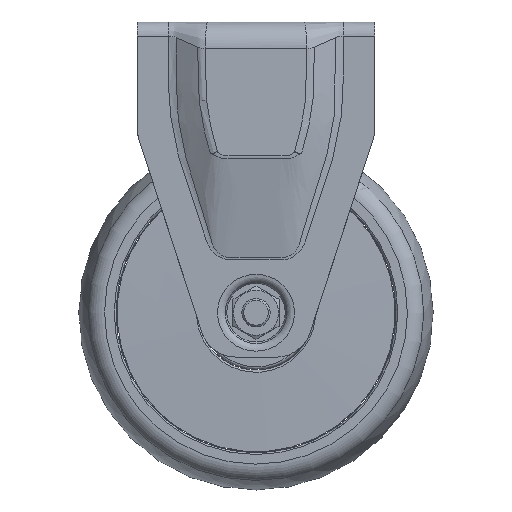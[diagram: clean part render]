
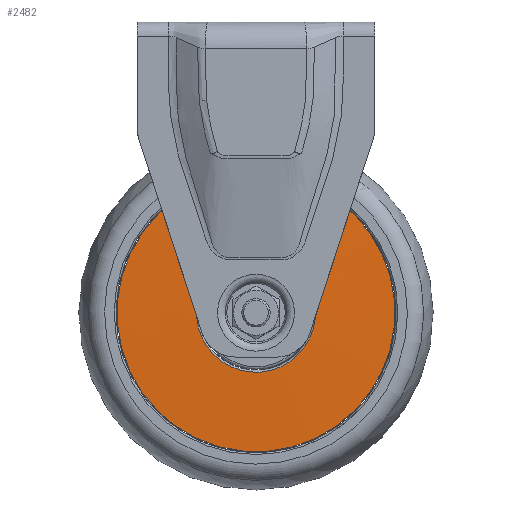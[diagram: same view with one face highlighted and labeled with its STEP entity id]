
A CAD part, left-side view. The second image highlights one B-rep face of the part: STEP entity #2482.
In plain terms, the highlighted conical face has half-angle 88.48 degrees and reference radius 39.2 mm.
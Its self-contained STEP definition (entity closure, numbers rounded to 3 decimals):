
#218=CONICAL_SURFACE('',#2729,39.2,88.48);
#464=FACE_BOUND('',#806,.T.);
#581=FACE_OUTER_BOUND('',#805,.T.);
#805=EDGE_LOOP('',(#1817));
#806=EDGE_LOOP('',(#1818));
#989=CIRCLE('',#2727,39.2);
#991=CIRCLE('',#2730,16.783);
#1116=VERTEX_POINT('',#3683);
#1118=VERTEX_POINT('',#3688);
#1383=EDGE_CURVE('',#1116,#1116,#989,.T.);
#1385=EDGE_CURVE('',#1118,#1118,#991,.T.);
#1817=ORIENTED_EDGE('',*,*,#1385,.T.);
#1818=ORIENTED_EDGE('',*,*,#1383,.F.);
#2482=ADVANCED_FACE('',(#581,#464),#218,.T.);
#2727=AXIS2_PLACEMENT_3D('',#3684,#3130,#3131);
#2729=AXIS2_PLACEMENT_3D('',#3687,#3134,#3135);
#2730=AXIS2_PLACEMENT_3D('',#3689,#3136,#3137);
#3130=DIRECTION('center_axis',(1.,0.,0.));
#3131=DIRECTION('ref_axis',(0.,0.706,0.709));
#3134=DIRECTION('center_axis',(1.,0.,0.));
#3135=DIRECTION('ref_axis',(0.,0.706,0.709));
#3136=DIRECTION('center_axis',(1.,0.,0.));
#3137=DIRECTION('ref_axis',(0.,0.706,0.709));
#3683=CARTESIAN_POINT('',(-16.,27.661,-54.224));
#3684=CARTESIAN_POINT('Origin',(-16.,0.,-82.));
#3687=CARTESIAN_POINT('Origin',(-16.,0.,-82.));
#3688=CARTESIAN_POINT('',(-16.595,11.843,-70.108));
#3689=CARTESIAN_POINT('Origin',(-16.595,0.,
-82.));
